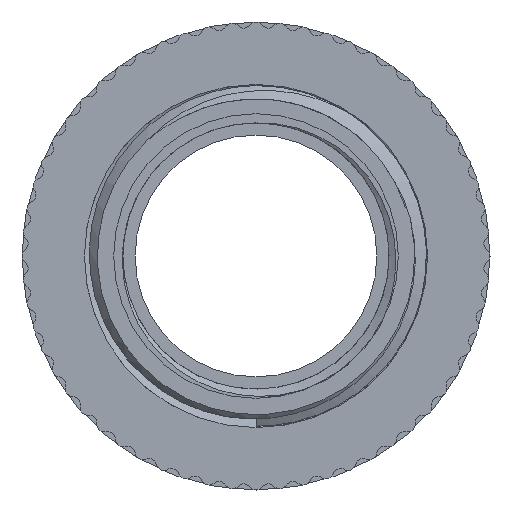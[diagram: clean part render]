
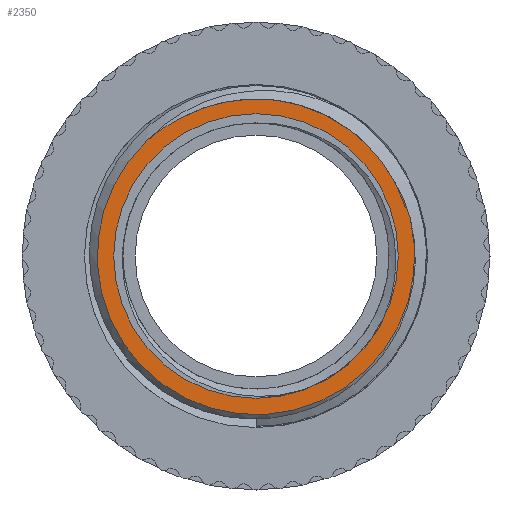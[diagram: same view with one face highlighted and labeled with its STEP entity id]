
A CAD part, front view. The second image highlights one B-rep face of the part: STEP entity #2350.
In plain terms, the highlighted planar face has unit normal (0, -1, 0).
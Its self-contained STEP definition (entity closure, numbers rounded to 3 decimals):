
#2=CARTESIAN_POINT('',(0.,0.,0.));
#3=DIRECTION('',(0.,-1.,0.));
#4=DIRECTION('',(0.,0.,-1.));
#5=AXIS2_PLACEMENT_3D('',#2,#3,#4);
#7=CARTESIAN_POINT('',(0.,0.,0.));
#8=DIRECTION('',(0.,-1.,0.));
#9=DIRECTION('',(0.,0.,1.));
#10=AXIS2_PLACEMENT_3D('',#7,#8,#9);
#12=CARTESIAN_POINT('',(9.876,0.,2.448));
#13=CARTESIAN_POINT('',(9.754,0.,2.868));
#14=CARTESIAN_POINT('',(9.457,0.,3.686));
#15=CARTESIAN_POINT('',(9.058,0.,4.458));
#16=CARTESIAN_POINT('',(8.833,0.,4.832));
#18=CARTESIAN_POINT('',(-4.832,0.,8.833));
#19=CARTESIAN_POINT('',(-5.093,0.,8.704));
#20=CARTESIAN_POINT('',(-5.6,0.,8.425));
#21=CARTESIAN_POINT('',(-6.325,0.,7.941));
#22=CARTESIAN_POINT('',(-6.777,0.,7.579));
#23=CARTESIAN_POINT('',(-6.996,0.,7.388));
#25=CARTESIAN_POINT('',(8.833,0.,4.832));
#26=CARTESIAN_POINT('',(8.66,0.,5.149));
#27=CARTESIAN_POINT('',(8.281,0.,5.761));
#28=CARTESIAN_POINT('',(7.618,0.,6.614));
#29=CARTESIAN_POINT('',(6.849,0.,7.409));
#30=CARTESIAN_POINT('',(5.946,0.,8.156));
#31=CARTESIAN_POINT('',(4.875,0.,8.843));
#32=CARTESIAN_POINT('',(3.606,0.,9.438));
#33=CARTESIAN_POINT('',(2.18,0.,9.868));
#34=CARTESIAN_POINT('',(0.711,0.,10.079));
#35=CARTESIAN_POINT('',(-0.738,0.,10.076));
#36=CARTESIAN_POINT('',(-2.163,0.,9.868));
#37=CARTESIAN_POINT('',(-3.533,0.,9.464));
#38=CARTESIAN_POINT('',(-4.406,0.,9.066));
#39=CARTESIAN_POINT('',(-4.832,0.,8.833));
#1486=CARTESIAN_POINT('',(0.,0.,0.));
#1487=DIRECTION('',(0.,-1.,0.));
#1488=DIRECTION('',(-0.688,0.,0.726));
#1489=AXIS2_PLACEMENT_3D('',#1486,#1487,#1488);
#2195=VERTEX_POINT('',#12);
#2196=VERTEX_POINT('',#16);
#2197=VERTEX_POINT('',#39);
#2198=VERTEX_POINT('',#23);
#2216=CARTESIAN_POINT('',(0.,0.,-9.125));
#2217=CARTESIAN_POINT('',(0.,0.,9.125));
#2218=VERTEX_POINT('',#2216);
#2219=VERTEX_POINT('',#2217);
#2329=CARTESIAN_POINT('',(0.,0.,0.));
#2330=DIRECTION('',(0.,1.,0.));
#2331=DIRECTION('',(1.,0.,0.));
#2332=AXIS2_PLACEMENT_3D('',#2329,#2330,#2331);
#2333=PLANE('',#2332);
#2335=ORIENTED_EDGE('',*,*,#2334,.F.);
#2337=ORIENTED_EDGE('',*,*,#2336,.F.);
#2339=ORIENTED_EDGE('',*,*,#2338,.F.);
#2341=ORIENTED_EDGE('',*,*,#2340,.F.);
#2342=EDGE_LOOP('',(#2335,#2337,#2339,#2341));
#2343=FACE_OUTER_BOUND('',#2342,.F.);
#2345=ORIENTED_EDGE('',*,*,#2344,.T.);
#2347=ORIENTED_EDGE('',*,*,#2346,.T.);
#2348=EDGE_LOOP('',(#2345,#2347));
#2349=FACE_BOUND('',#2348,.F.);
#2350=ADVANCED_FACE('',(#2343,#2349),#2333,.F.);
#6=CIRCLE('',#5,9.125);
#11=CIRCLE('',#10,9.125);
#17=B_SPLINE_CURVE_WITH_KNOTS('',3,(#12,#13,#14,#15,#16),.UNSPECIFIED.,.F.,.F.,(
4,1,4),(0.,0.5,1.),.UNSPECIFIED.);
#24=B_SPLINE_CURVE_WITH_KNOTS('',3,(#18,#19,#20,#21,#22,#23),.UNSPECIFIED.,.F.,
.F.,(4,1,1,4),(0.,0.333,0.667,1.),.UNSPECIFIED.);
#40=B_SPLINE_CURVE_WITH_KNOTS('',3,(#25,#26,#27,#28,#29,#30,#31,#32,#33,#34,#35,
#36,#37,#38,#39),.UNSPECIFIED.,.F.,.F.,(4,1,1,1,1,1,1,1,1,1,1,1,4),(0.,
0.083,0.167,0.25,0.333,0.417,
0.5,0.583,0.667,0.75,0.833,
0.917,1.),.UNSPECIFIED.);
#1490=CIRCLE('',#1489,10.175);
#2334=EDGE_CURVE('',#2195,#2196,#17,.T.);
#2336=EDGE_CURVE('',#2198,#2195,#1490,.T.);
#2338=EDGE_CURVE('',#2197,#2198,#24,.T.);
#2340=EDGE_CURVE('',#2196,#2197,#40,.T.);
#2344=EDGE_CURVE('',#2218,#2219,#6,.T.);
#2346=EDGE_CURVE('',#2219,#2218,#11,.T.);
